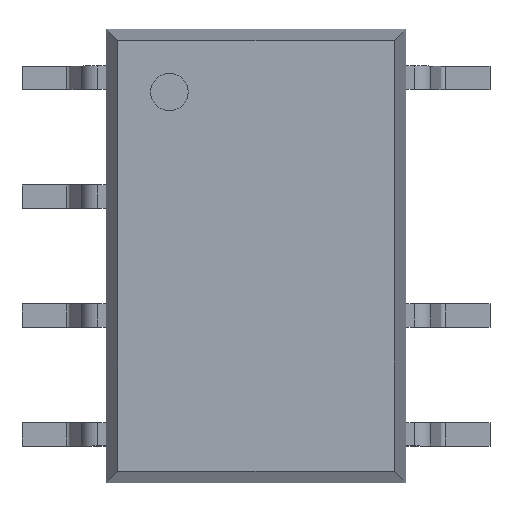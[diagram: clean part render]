
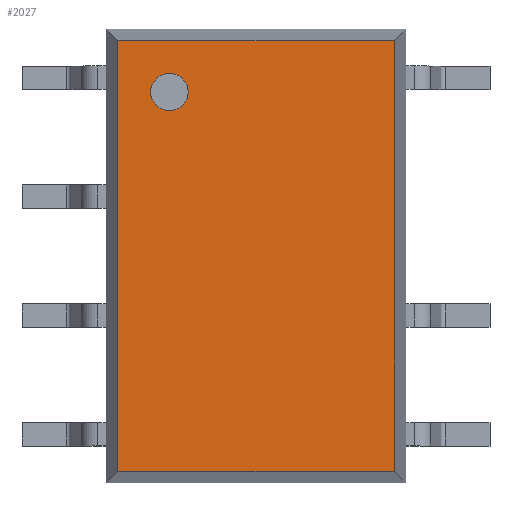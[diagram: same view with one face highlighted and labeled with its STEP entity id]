
A CAD part, top view. The second image highlights one B-rep face of the part: STEP entity #2027.
In plain terms, the highlighted planar face has unit normal (0, 0, 1).
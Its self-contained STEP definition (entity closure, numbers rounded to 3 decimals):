
#27=VECTOR('',#28,1.);
#28=DIRECTION('',(0.,-1.,0.));
#83=VECTOR('',#84,1.);
#84=DIRECTION('',(1.,0.,0.));
#90=VECTOR('',#91,1.);
#91=DIRECTION('',(0.,1.,0.));
#95=VECTOR('',#96,1.);
#96=DIRECTION('',(-1.,0.,0.));
#99=DIRECTION('',(0.,0.,-1.));
#1181=VERTEX_POINT('',#1182);
#1182=CARTESIAN_POINT('',(2.95,4.6,3.5));
#1184=ORIENTED_EDGE('',*,*,#1185,.F.);
#1185=EDGE_CURVE('',#1186,#1181,#1188,.T.);
#1186=VERTEX_POINT('',#1187);
#1187=CARTESIAN_POINT('',(2.95,-4.6,3.5));
#1188=LINE('',#1187,#90);
#1199=VERTEX_POINT('',#1200);
#1200=CARTESIAN_POINT('',(-2.95,4.6,3.5));
#1202=ORIENTED_EDGE('',*,*,#1203,.F.);
#1203=EDGE_CURVE('',#1181,#1199,#1204,.T.);
#1204=LINE('',#1182,#95);
#1225=VERTEX_POINT('',#1226);
#1226=CARTESIAN_POINT('',(-2.95,-4.6,3.5));
#1228=ORIENTED_EDGE('',*,*,#1229,.F.);
#1229=EDGE_CURVE('',#1199,#1225,#1230,.T.);
#1230=LINE('',#1200,#27);
#1588=ORIENTED_EDGE('',*,*,#1589,.F.);
#1589=EDGE_CURVE('',#1225,#1186,#1590,.T.);
#1590=LINE('',#1226,#83);
#2027=ADVANCED_FACE('',(#2028,#2030),#2040,.F.);
#2028=FACE_BOUND('',#2029,.F.);
#2029=EDGE_LOOP('',(#1228,#1202,#1184,#1588));
#2030=FACE_BOUND('',#2031,.F.);
#2031=EDGE_LOOP('',(#2032));
#2032=ORIENTED_EDGE('',*,*,#2033,.F.);
#2033=EDGE_CURVE('',#2034,#2034,#2036,.T.);
#2034=VERTEX_POINT('',#2035);
#2035=CARTESIAN_POINT('',(-1.85,3.1,3.5));
#2036=CIRCLE('',#2037,0.4);
#2037=AXIS2_PLACEMENT_3D('',#2038,#2039,#28);
#2038=CARTESIAN_POINT('',(-1.85,3.5,3.5));
#2039=DIRECTION('',(0.,-0.,-1.));
#2040=PLANE('',#2041);
#2041=AXIS2_PLACEMENT_3D('',#1200,#99,#2042);
#2042=DIRECTION('',(0.54,-0.842,0.));
